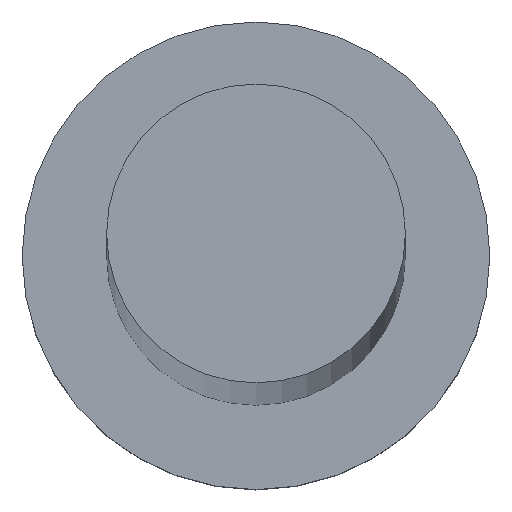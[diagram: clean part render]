
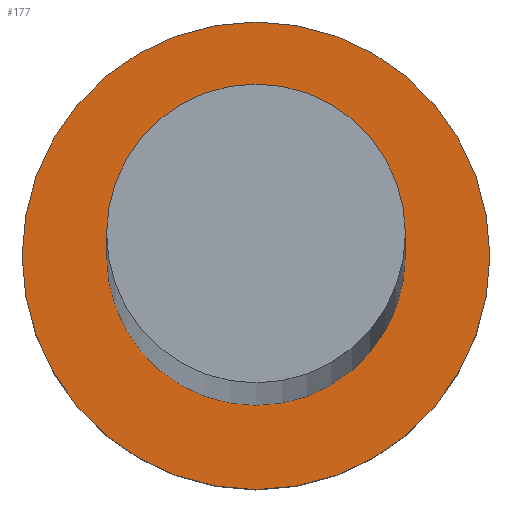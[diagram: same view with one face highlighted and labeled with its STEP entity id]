
A CAD part, top view. The second image highlights one B-rep face of the part: STEP entity #177.
In plain terms, the highlighted planar face has unit normal (0, 0, 1).
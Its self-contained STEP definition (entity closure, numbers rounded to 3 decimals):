
#16 = CARTESIAN_POINT ( 'NONE',  ( -9., 0., 7. ) ) ;
#17 = VERTEX_POINT ( 'NONE', #98 ) ;
#18 = DIRECTION ( 'NONE',  ( 0., 0., 1. ) ) ;
#21 = FACE_BOUND ( 'NONE', #118, .T. ) ;
#22 = CARTESIAN_POINT ( 'NONE',  ( 0., 0., 7. ) ) ;
#36 = ORIENTED_EDGE ( 'NONE', *, *, #232, .F. ) ;
#38 = ORIENTED_EDGE ( 'NONE', *, *, #77, .T. ) ;
#56 = DIRECTION ( 'NONE',  ( 0., 0., 1. ) ) ;
#57 = ORIENTED_EDGE ( 'NONE', *, *, #95, .T. ) ;
#70 = FACE_OUTER_BOUND ( 'NONE', #222, .T. ) ;
#74 = CIRCLE ( 'NONE', #131, 5.75 ) ;
#77 = EDGE_CURVE ( 'NONE', #139, #233, #87, .T. ) ;
#84 = CARTESIAN_POINT ( 'NONE',  ( 0., 0., 7. ) ) ;
#87 = CIRCLE ( 'NONE', #136, 9. ) ;
#95 = EDGE_CURVE ( 'NONE', #233, #139, #179, .T. ) ;
#98 = CARTESIAN_POINT ( 'NONE',  ( 5.75, 0., 7. ) ) ;
#101 = DIRECTION ( 'NONE',  ( 0., 0., 1. ) ) ;
#110 = EDGE_CURVE ( 'NONE', #17, #224, #74, .T. ) ;
#111 = CARTESIAN_POINT ( 'NONE',  ( 9., 0., 7. ) ) ;
#112 = PLANE ( 'NONE',  #127 ) ;
#118 = EDGE_LOOP ( 'NONE', ( #36, #203 ) ) ;
#123 = CARTESIAN_POINT ( 'NONE',  ( 0., 0., 7. ) ) ;
#127 = AXIS2_PLACEMENT_3D ( 'NONE', #22, #145, #164 ) ;
#128 = DIRECTION ( 'NONE',  ( 1., 0., 0. ) ) ;
#131 = AXIS2_PLACEMENT_3D ( 'NONE', #196, #18, #213 ) ;
#136 = AXIS2_PLACEMENT_3D ( 'NONE', #84, #101, #226 ) ;
#139 = VERTEX_POINT ( 'NONE', #111 ) ;
#141 = AXIS2_PLACEMENT_3D ( 'NONE', #123, #56, #247 ) ;
#145 = DIRECTION ( 'NONE',  ( 0., 0., 1. ) ) ;
#155 = DIRECTION ( 'NONE',  ( 0., 0., 1. ) ) ;
#164 = DIRECTION ( 'NONE',  ( 1., 0., 0. ) ) ;
#177 = ADVANCED_FACE ( 'NONE', ( #21, #70 ), #112, .T. ) ;
#179 = CIRCLE ( 'NONE', #241, 9. ) ;
#192 = CARTESIAN_POINT ( 'NONE',  ( 0., 0., 7. ) ) ;
#196 = CARTESIAN_POINT ( 'NONE',  ( 0., 0., 7. ) ) ;
#203 = ORIENTED_EDGE ( 'NONE', *, *, #110, .F. ) ;
#213 = DIRECTION ( 'NONE',  ( 1., 0., 0. ) ) ;
#222 = EDGE_LOOP ( 'NONE', ( #57, #38 ) ) ;
#224 = VERTEX_POINT ( 'NONE', #238 ) ;
#226 = DIRECTION ( 'NONE',  ( 1., 0., 0. ) ) ;
#227 = CIRCLE ( 'NONE', #141, 5.75 ) ;
#232 = EDGE_CURVE ( 'NONE', #224, #17, #227, .T. ) ;
#233 = VERTEX_POINT ( 'NONE', #16 ) ;
#238 = CARTESIAN_POINT ( 'NONE',  ( -5.75, 0., 7. ) ) ;
#241 = AXIS2_PLACEMENT_3D ( 'NONE', #192, #155, #128 ) ;
#247 = DIRECTION ( 'NONE',  ( 1., 0., 0. ) ) ;
